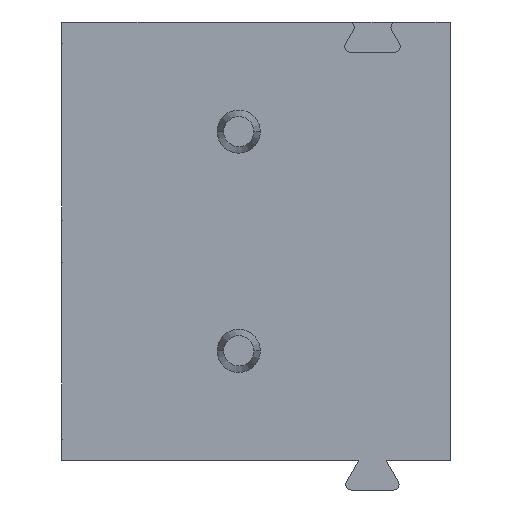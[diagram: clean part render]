
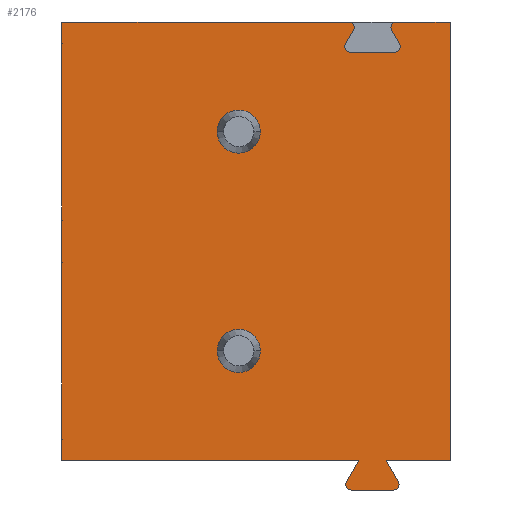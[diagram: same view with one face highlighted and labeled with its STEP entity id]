
A CAD part, front view. The second image highlights one B-rep face of the part: STEP entity #2176.
In plain terms, the highlighted planar face has unit normal (0, -1, 0).
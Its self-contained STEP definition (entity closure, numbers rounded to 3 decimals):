
#21=DIRECTION('',(1.,0.,0.));
#22=VECTOR('',#21,6.644);
#23=CARTESIAN_POINT('',(-4.5,-6.25,7.62));
#24=LINE('',#23,#22);
#45=DIRECTION('',(1.,0.,0.));
#46=VECTOR('',#45,1.244);
#47=CARTESIAN_POINT('',(3.256,-6.25,7.62));
#48=LINE('',#47,#46);
#89=CARTESIAN_POINT('',(-0.4,-6.25,0.));
#90=DIRECTION('',(0.,1.,0.));
#91=DIRECTION('',(-1.,0.,0.));
#92=AXIS2_PLACEMENT_3D('',#89,#90,#91);
#94=CARTESIAN_POINT('',(-0.4,-6.25,0.));
#95=DIRECTION('',(0.,1.,0.));
#96=DIRECTION('',(1.,0.,0.));
#97=AXIS2_PLACEMENT_3D('',#94,#95,#96);
#99=DIRECTION('',(0.,0.,-1.));
#100=VECTOR('',#99,0.49);
#101=CARTESIAN_POINT('',(-4.5,-6.25,7.62));
#102=LINE('',#101,#100);
#103=CARTESIAN_POINT('',(2.144,-6.25,7.491));
#104=DIRECTION('',(0.,-1.,0.));
#105=DIRECTION('',(0.866,0.,-0.5));
#106=AXIS2_PLACEMENT_3D('',#103,#104,#105);
#108=DIRECTION('',(-0.5,0.,-0.866));
#109=VECTOR('',#108,0.362);
#110=CARTESIAN_POINT('',(2.256,-6.25,7.427));
#111=LINE('',#110,#109);
#112=CARTESIAN_POINT('',(2.187,-6.25,7.049));
#113=DIRECTION('',(0.,-1.,0.));
#114=DIRECTION('',(-0.866,0.,0.5));
#115=AXIS2_PLACEMENT_3D('',#112,#113,#114);
#117=DIRECTION('',(1.,0.,0.));
#118=VECTOR('',#117,1.026);
#119=CARTESIAN_POINT('',(2.187,-6.25,6.92));
#120=LINE('',#119,#118);
#121=CARTESIAN_POINT('',(3.213,-6.25,7.049));
#122=DIRECTION('',(0.,-1.,0.));
#123=DIRECTION('',(0.,0.,-1.));
#124=AXIS2_PLACEMENT_3D('',#121,#122,#123);
#126=DIRECTION('',(-0.5,0.,0.866));
#127=VECTOR('',#126,0.362);
#128=CARTESIAN_POINT('',(3.325,-6.25,7.113));
#129=LINE('',#128,#127);
#130=CARTESIAN_POINT('',(3.256,-6.25,7.491));
#131=DIRECTION('',(0.,-1.,0.));
#132=DIRECTION('',(0.,0.,1.));
#133=AXIS2_PLACEMENT_3D('',#130,#131,#132);
#135=DIRECTION('',(-0.5,0.,0.866));
#136=VECTOR('',#135,0.568);
#137=CARTESIAN_POINT('',(3.298,-6.25,-3.032));
#138=LINE('',#137,#136);
#139=CARTESIAN_POINT('',(3.187,-6.25,-3.096));
#140=DIRECTION('',(0.,-1.,0.));
#141=DIRECTION('',(0.,0.,-1.));
#142=AXIS2_PLACEMENT_3D('',#139,#140,#141);
#144=DIRECTION('',(1.,0.,0.));
#145=VECTOR('',#144,0.975);
#146=CARTESIAN_POINT('',(2.212,-6.25,-3.225));
#147=LINE('',#146,#145);
#148=CARTESIAN_POINT('',(2.212,-6.25,-3.096));
#149=DIRECTION('',(0.,-1.,0.));
#150=DIRECTION('',(-0.866,0.,0.5));
#151=AXIS2_PLACEMENT_3D('',#148,#149,#150);
#153=DIRECTION('',(-0.5,0.,-0.866));
#154=VECTOR('',#153,0.568);
#155=CARTESIAN_POINT('',(2.384,-6.25,-2.54));
#156=LINE('',#155,#154);
#157=DIRECTION('',(0.,0.,-1.));
#158=VECTOR('',#157,0.49);
#159=CARTESIAN_POINT('',(-4.5,-6.25,-2.05));
#160=LINE('',#159,#158);
#161=DIRECTION('',(0.,0.,1.));
#162=VECTOR('',#161,4.1);
#163=CARTESIAN_POINT('',(-4.5,-6.25,-2.05));
#164=LINE('',#163,#162);
#165=DIRECTION('',(0.,0.,-1.));
#166=VECTOR('',#165,0.98);
#167=CARTESIAN_POINT('',(-4.5,-6.25,3.03));
#168=LINE('',#167,#166);
#169=DIRECTION('',(0.,0.,1.));
#170=VECTOR('',#169,4.1);
#171=CARTESIAN_POINT('',(-4.5,-6.25,3.03));
#172=LINE('',#171,#170);
#173=CARTESIAN_POINT('',(-0.4,-6.25,5.08));
#174=DIRECTION('',(0.,1.,0.));
#175=DIRECTION('',(-1.,0.,0.));
#176=AXIS2_PLACEMENT_3D('',#173,#174,#175);
#178=CARTESIAN_POINT('',(-0.4,-6.25,5.08));
#179=DIRECTION('',(0.,1.,0.));
#180=DIRECTION('',(1.,0.,0.));
#181=AXIS2_PLACEMENT_3D('',#178,#179,#180);
#600=DIRECTION('',(1.,0.,0.));
#601=VECTOR('',#600,1.486);
#602=CARTESIAN_POINT('',(3.014,-6.25,-2.54));
#603=LINE('',#602,#601);
#624=DIRECTION('',(1.,0.,0.));
#625=VECTOR('',#624,6.884);
#626=CARTESIAN_POINT('',(-4.5,-6.25,-2.54));
#627=LINE('',#626,#625);
#670=DIRECTION('',(0.,0.,-1.));
#671=VECTOR('',#670,10.16);
#672=CARTESIAN_POINT('',(4.5,-6.25,7.62));
#673=LINE('',#672,#671);
#1619=CARTESIAN_POINT('',(-4.5,-6.25,7.62));
#1620=VERTEX_POINT('',#1619);
#1621=CARTESIAN_POINT('',(4.5,-6.25,7.62));
#1623=VERTEX_POINT('',#1621);
#1631=CARTESIAN_POINT('',(-4.5,-6.25,-2.54));
#1632=VERTEX_POINT('',#1631);
#1633=CARTESIAN_POINT('',(4.5,-6.25,-2.54));
#1635=VERTEX_POINT('',#1633);
#1639=CARTESIAN_POINT('',(3.187,-6.25,
-3.225));
#1640=CARTESIAN_POINT('',(3.298,-6.25,
-3.032));
#1641=VERTEX_POINT('',#1639);
#1642=VERTEX_POINT('',#1640);
#1643=CARTESIAN_POINT('',(2.1,-6.25,
-3.032));
#1644=CARTESIAN_POINT('',(2.212,-6.25,
-3.225));
#1645=VERTEX_POINT('',#1643);
#1646=VERTEX_POINT('',#1644);
#1659=CARTESIAN_POINT('',(3.014,-6.25,-2.54));
#1660=VERTEX_POINT('',#1659);
#1661=CARTESIAN_POINT('',(2.384,-6.25,-2.54));
#1662=VERTEX_POINT('',#1661);
#1679=CARTESIAN_POINT('',(2.144,-6.25,7.62));
#1680=VERTEX_POINT('',#1679);
#1681=CARTESIAN_POINT('',(3.256,-6.25,7.62));
#1682=VERTEX_POINT('',#1681);
#1683=CARTESIAN_POINT('',(2.256,-6.25,7.427));
#1684=VERTEX_POINT('',#1683);
#1685=CARTESIAN_POINT('',(2.075,-6.25,7.113));
#1686=VERTEX_POINT('',#1685);
#1687=CARTESIAN_POINT('',(2.187,-6.25,6.92));
#1688=VERTEX_POINT('',#1687);
#1689=CARTESIAN_POINT('',(3.213,-6.25,6.92));
#1690=VERTEX_POINT('',#1689);
#1691=CARTESIAN_POINT('',(3.325,-6.25,7.113));
#1692=VERTEX_POINT('',#1691);
#1693=CARTESIAN_POINT('',(3.144,-6.25,7.427));
#1694=VERTEX_POINT('',#1693);
#1715=CARTESIAN_POINT('',(-4.5,-6.25,-2.05));
#1716=VERTEX_POINT('',#1715);
#1717=CARTESIAN_POINT('',(-4.5,-6.25,2.05));
#1718=VERTEX_POINT('',#1717);
#1871=CARTESIAN_POINT('',(-0.9,-6.25,0.));
#1872=CARTESIAN_POINT('',(0.1,-6.25,0.));
#1873=VERTEX_POINT('',#1871);
#1874=VERTEX_POINT('',#1872);
#1891=CARTESIAN_POINT('',(-4.5,-6.25,3.03));
#1892=VERTEX_POINT('',#1891);
#1895=CARTESIAN_POINT('',(-4.5,-6.25,7.13));
#1896=VERTEX_POINT('',#1895);
#1967=CARTESIAN_POINT('',(-0.9,-6.25,5.08));
#1968=VERTEX_POINT('',#1967);
#1969=CARTESIAN_POINT('',(0.1,-6.25,5.08));
#1970=VERTEX_POINT('',#1969);
#2116=CARTESIAN_POINT('',(-4.5,-6.25,7.62));
#2117=DIRECTION('',(0.,-1.,0.));
#2118=DIRECTION('',(1.,0.,0.));
#2119=AXIS2_PLACEMENT_3D('',#2116,#2117,#2118);
#2120=PLANE('',#2119);
#2122=ORIENTED_EDGE('',*,*,#2121,.F.);
#2123=ORIENTED_EDGE('',*,*,#2060,.T.);
#2125=ORIENTED_EDGE('',*,*,#2124,.F.);
#2127=ORIENTED_EDGE('',*,*,#2126,.T.);
#2129=ORIENTED_EDGE('',*,*,#2128,.T.);
#2131=ORIENTED_EDGE('',*,*,#2130,.T.);
#2133=ORIENTED_EDGE('',*,*,#2132,.T.);
#2135=ORIENTED_EDGE('',*,*,#2134,.T.);
#2136=ORIENTED_EDGE('',*,*,#2108,.F.);
#2137=ORIENTED_EDGE('',*,*,#2072,.T.);
#2139=ORIENTED_EDGE('',*,*,#2138,.T.);
#2141=ORIENTED_EDGE('',*,*,#2140,.F.);
#2143=ORIENTED_EDGE('',*,*,#2142,.F.);
#2145=ORIENTED_EDGE('',*,*,#2144,.F.);
#2147=ORIENTED_EDGE('',*,*,#2146,.F.);
#2149=ORIENTED_EDGE('',*,*,#2148,.F.);
#2151=ORIENTED_EDGE('',*,*,#2150,.F.);
#2153=ORIENTED_EDGE('',*,*,#2152,.F.);
#2155=ORIENTED_EDGE('',*,*,#2154,.F.);
#2157=ORIENTED_EDGE('',*,*,#2156,.T.);
#2159=ORIENTED_EDGE('',*,*,#2158,.F.);
#2161=ORIENTED_EDGE('',*,*,#2160,.T.);
#2162=EDGE_LOOP('',(#2122,#2123,#2125,#2127,#2129,#2131,#2133,#2135,#2136,#2137,
#2139,#2141,#2143,#2145,#2147,#2149,#2151,#2153,#2155,#2157,#2159,#2161));
#2163=FACE_OUTER_BOUND('',#2162,.F.);
#2165=ORIENTED_EDGE('',*,*,#2164,.F.);
#2167=ORIENTED_EDGE('',*,*,#2166,.F.);
#2168=EDGE_LOOP('',(#2165,#2167));
#2169=FACE_BOUND('',#2168,.F.);
#2171=ORIENTED_EDGE('',*,*,#2170,.F.);
#2173=ORIENTED_EDGE('',*,*,#2172,.F.);
#2174=EDGE_LOOP('',(#2171,#2173));
#2175=FACE_BOUND('',#2174,.F.);
#93=CIRCLE('',#92,0.5);
#98=CIRCLE('',#97,0.5);
#107=CIRCLE('',#106,0.129);
#116=CIRCLE('',#115,0.129);
#125=CIRCLE('',#124,0.129);
#134=CIRCLE('',#133,0.129);
#143=CIRCLE('',#142,0.129);
#152=CIRCLE('',#151,0.129);
#177=CIRCLE('',#176,0.5);
#182=CIRCLE('',#181,0.5);
#2060=EDGE_CURVE('',#1620,#1680,#24,.T.);
#2072=EDGE_CURVE('',#1682,#1623,#48,.T.);
#2108=EDGE_CURVE('',#1682,#1694,#134,.T.);
#2121=EDGE_CURVE('',#1620,#1896,#102,.T.);
#2124=EDGE_CURVE('',#1684,#1680,#107,.T.);
#2126=EDGE_CURVE('',#1684,#1686,#111,.T.);
#2128=EDGE_CURVE('',#1686,#1688,#116,.T.);
#2130=EDGE_CURVE('',#1688,#1690,#120,.T.);
#2132=EDGE_CURVE('',#1690,#1692,#125,.T.);
#2134=EDGE_CURVE('',#1692,#1694,#129,.T.);
#2138=EDGE_CURVE('',#1623,#1635,#673,.T.);
#2140=EDGE_CURVE('',#1660,#1635,#603,.T.);
#2142=EDGE_CURVE('',#1642,#1660,#138,.T.);
#2144=EDGE_CURVE('',#1641,#1642,#143,.T.);
#2146=EDGE_CURVE('',#1646,#1641,#147,.T.);
#2148=EDGE_CURVE('',#1645,#1646,#152,.T.);
#2150=EDGE_CURVE('',#1662,#1645,#156,.T.);
#2152=EDGE_CURVE('',#1632,#1662,#627,.T.);
#2154=EDGE_CURVE('',#1716,#1632,#160,.T.);
#2156=EDGE_CURVE('',#1716,#1718,#164,.T.);
#2158=EDGE_CURVE('',#1892,#1718,#168,.T.);
#2160=EDGE_CURVE('',#1892,#1896,#172,.T.);
#2164=EDGE_CURVE('',#1873,#1874,#93,.T.);
#2166=EDGE_CURVE('',#1874,#1873,#98,.T.);
#2170=EDGE_CURVE('',#1968,#1970,#177,.T.);
#2172=EDGE_CURVE('',#1970,#1968,#182,.T.);
#2176=ADVANCED_FACE('',(#2163,#2169,#2175),#2120,.T.);
